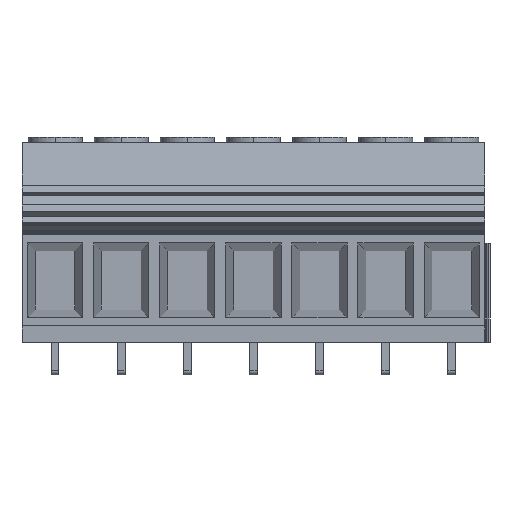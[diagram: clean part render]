
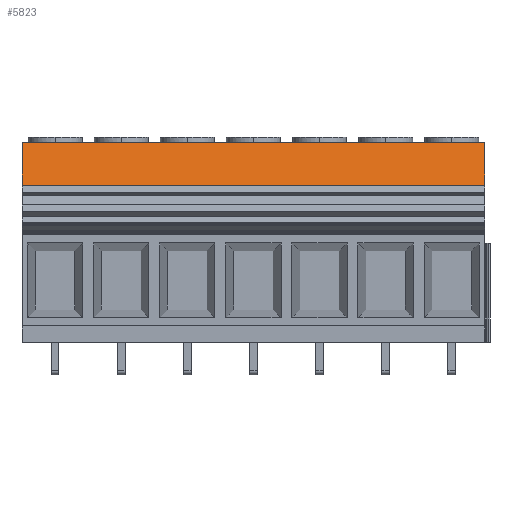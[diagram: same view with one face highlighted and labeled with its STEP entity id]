
A CAD part, front view. The second image highlights one B-rep face of the part: STEP entity #5823.
In plain terms, the highlighted planar face has unit normal (0, -0.966, 0.259).
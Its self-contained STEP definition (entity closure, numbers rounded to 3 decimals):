
#5810=AXIS2_PLACEMENT_3D('Plane Axis2P3D',#5807,#5808,#5809) ;
#2363=CARTESIAN_POINT('Vertex',(0.,6.947,28.966)) ;
#2366=CARTESIAN_POINT('Line Origine',(0.,7.853,32.346)) ;
#2370=CARTESIAN_POINT('Vertex',(0.,8.758,35.725)) ;
#3421=CARTESIAN_POINT('Vertex',(71.12,8.758,35.725)) ;
#3424=CARTESIAN_POINT('Line Origine',(71.12,7.853,32.346)) ;
#3428=CARTESIAN_POINT('Vertex',(71.12,6.947,28.966)) ;
#5795=CARTESIAN_POINT('Line Origine',(35.56,6.947,28.966)) ;
#5807=CARTESIAN_POINT('Axis2P3D Location',(0.,8.758,35.725)) ;
#5812=CARTESIAN_POINT('Line Origine',(35.56,8.758,35.725)) ;
#2367=DIRECTION('Vector Direction',(0.,-0.259,-0.966)) ;
#3425=DIRECTION('Vector Direction',(0.,-0.259,-0.966)) ;
#5796=DIRECTION('Vector Direction',(1.,0.,0.)) ;
#5808=DIRECTION('Axis2P3D Direction',(0.,-0.966,0.259)) ;
#5809=DIRECTION('Axis2P3D XDirection',(0.,-0.259,-0.966)) ;
#5813=DIRECTION('Vector Direction',(1.,0.,0.)) ;
#2368=VECTOR('Line Direction',#2367,1.) ;
#3426=VECTOR('Line Direction',#3425,1.) ;
#5797=VECTOR('Line Direction',#5796,1.) ;
#5814=VECTOR('Line Direction',#5813,1.) ;
#5818=ORIENTED_EDGE('',*,*,#3430,.T.) ;
#5819=ORIENTED_EDGE('',*,*,#5816,.F.) ;
#5820=ORIENTED_EDGE('',*,*,#2372,.F.) ;
#5821=ORIENTED_EDGE('',*,*,#5799,.T.) ;
#5823=ADVANCED_FACE('_LUP 10.16/07/90V 5.0SN GY BX 2013980000',(#5822),#5811,.T.) ;
#2372=EDGE_CURVE('',#2364,#2371,#2369,.F.) ;
#3430=EDGE_CURVE('',#3429,#3422,#3427,.F.) ;
#5799=EDGE_CURVE('',#2364,#3429,#5798,.T.) ;
#5816=EDGE_CURVE('',#2371,#3422,#5815,.T.) ;
#5817=EDGE_LOOP('',(#5818,#5819,#5820,#5821)) ;
#5822=FACE_OUTER_BOUND('',#5817,.T.) ;
#2369=LINE('Line',#2366,#2368) ;
#3427=LINE('Line',#3424,#3426) ;
#5798=LINE('Line',#5795,#5797) ;
#5815=LINE('Line',#5812,#5814) ;
#5811=PLANE('',#5810) ;
#2364=VERTEX_POINT('',#2363) ;
#2371=VERTEX_POINT('',#2370) ;
#3422=VERTEX_POINT('',#3421) ;
#3429=VERTEX_POINT('',#3428) ;
